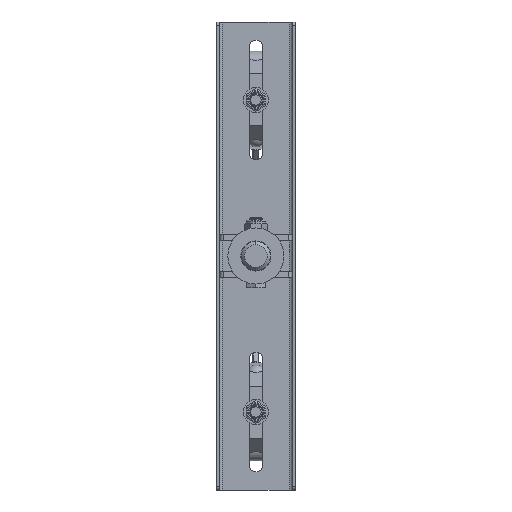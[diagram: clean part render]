
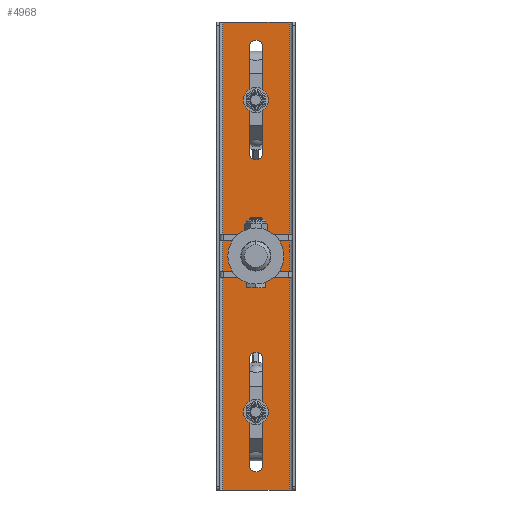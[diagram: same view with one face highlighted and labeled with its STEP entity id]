
A CAD part, front view. The second image highlights one B-rep face of the part: STEP entity #4968.
In plain terms, the highlighted planar face has unit normal (0, -1, 0).
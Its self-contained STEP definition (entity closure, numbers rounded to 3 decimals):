
#23 = VECTOR ( 'NONE', #27449, 1000. ) ;
#228 = LINE ( 'NONE', #250, #12004 ) ;
#250 = CARTESIAN_POINT ( 'NONE',  ( -6.5, 0., 201. ) ) ;
#355 = EDGE_CURVE ( 'NONE', #25159, #11014, #40886, .T. ) ;
#506 = VECTOR ( 'NONE', #36004, 1000. ) ;
#1140 = CIRCLE ( 'NONE', #12994, 6.5 ) ;
#3761 = LINE ( 'NONE', #22697, #5113 ) ;
#4881 = EDGE_LOOP ( 'NONE', ( #23338, #25511, #34644, #40605, #32274 ) ) ;
#4953 = CARTESIAN_POINT ( 'NONE',  ( 0., 0., -207.5 ) ) ;
#4968 = ADVANCED_FACE ( 'NONE', ( #21839, #36902, #41050, #26593 ), #45277, .T. ) ;
#5113 = VECTOR ( 'NONE', #13861, 1000. ) ;
#6358 = ORIENTED_EDGE ( 'NONE', *, *, #37199, .F. ) ;
#6850 = DIRECTION ( 'NONE',  ( 0., 0., 1. ) ) ;
#7429 = EDGE_CURVE ( 'NONE', #48165, #43057, #47113, .T. ) ;
#7690 = EDGE_CURVE ( 'NONE', #39841, #25159, #3761, .T. ) ;
#7767 = ORIENTED_EDGE ( 'NONE', *, *, #14224, .T. ) ;
#9268 = CARTESIAN_POINT ( 'NONE',  ( 6.5, 0., 99. ) ) ;
#9429 = VERTEX_POINT ( 'NONE', #38278 ) ;
#9501 = VERTEX_POINT ( 'NONE', #41920 ) ;
#10197 = CARTESIAN_POINT ( 'NONE',  ( 0., 0., 0. ) ) ;
#11014 = VERTEX_POINT ( 'NONE', #4953 ) ;
#11352 = DIRECTION ( 'NONE',  ( 0., 1., 0. ) ) ;
#12004 = VECTOR ( 'NONE', #18185, 1000. ) ;
#12355 = AXIS2_PLACEMENT_3D ( 'NONE', #20025, #51121, #46509 ) ;
#12850 = CARTESIAN_POINT ( 'NONE',  ( 0., 0., -6.5 ) ) ;
#12994 = AXIS2_PLACEMENT_3D ( 'NONE', #35615, #26425, #35247 ) ;
#13240 = EDGE_CURVE ( 'NONE', #13540, #30864, #1140, .T. ) ;
#13540 = VERTEX_POINT ( 'NONE', #54615 ) ;
#13861 = DIRECTION ( 'NONE',  ( 0., 0., -1. ) ) ;
#13864 = CIRCLE ( 'NONE', #12355, 6.5 ) ;
#13964 = EDGE_CURVE ( 'NONE', #20534, #31001, #53487, .T. ) ;
#14224 = EDGE_CURVE ( 'NONE', #9501, #47435, #33482, .T. ) ;
#14229 = CARTESIAN_POINT ( 'NONE',  ( -6.5, 0., -99. ) ) ;
#14591 = VECTOR ( 'NONE', #40174, 1000. ) ;
#16762 = CARTESIAN_POINT ( 'NONE',  ( 6.5, 0., -99. ) ) ;
#16793 = DIRECTION ( 'NONE',  ( 0., 0., 1. ) ) ;
#18185 = DIRECTION ( 'NONE',  ( 0., 0., 1. ) ) ;
#18636 = CARTESIAN_POINT ( 'NONE',  ( 6.5, 0., 99. ) ) ;
#18908 = CARTESIAN_POINT ( 'NONE',  ( -6.5, 0., -99. ) ) ;
#19062 = AXIS2_PLACEMENT_3D ( 'NONE', #10197, #49779, #45550 ) ;
#19417 = CARTESIAN_POINT ( 'NONE',  ( 6.5, 0., -201. ) ) ;
#19439 = LINE ( 'NONE', #37435, #50349 ) ;
#19721 = AXIS2_PLACEMENT_3D ( 'NONE', #40496, #48939, #44899 ) ;
#19985 = CARTESIAN_POINT ( 'NONE',  ( 0., 0., -201. ) ) ;
#20025 = CARTESIAN_POINT ( 'NONE',  ( 0., 0., 99. ) ) ;
#20534 = VERTEX_POINT ( 'NONE', #44207 ) ;
#20926 = CIRCLE ( 'NONE', #19721, 6.5 ) ;
#20932 = EDGE_LOOP ( 'NONE', ( #6358, #36744, #49843, #7767 ) ) ;
#21027 = DIRECTION ( 'NONE',  ( 0., 1., 0. ) ) ;
#21527 = VERTEX_POINT ( 'NONE', #49448 ) ;
#21622 = CIRCLE ( 'NONE', #19062, 6.5 ) ;
#21629 = ORIENTED_EDGE ( 'NONE', *, *, #35958, .T. ) ;
#21839 = FACE_BOUND ( 'NONE', #39807, .T. ) ;
#22697 = CARTESIAN_POINT ( 'NONE',  ( 6.5, 0., -99. ) ) ;
#23338 = ORIENTED_EDGE ( 'NONE', *, *, #32367, .T. ) ;
#23738 = VERTEX_POINT ( 'NONE', #14229 ) ;
#23958 = ORIENTED_EDGE ( 'NONE', *, *, #355, .T. ) ;
#25159 = VERTEX_POINT ( 'NONE', #19417 ) ;
#25511 = ORIENTED_EDGE ( 'NONE', *, *, #34998, .T. ) ;
#26006 = AXIS2_PLACEMENT_3D ( 'NONE', #34026, #38498, #16793 ) ;
#26425 = DIRECTION ( 'NONE',  ( 0., 1., 0. ) ) ;
#26574 = CIRCLE ( 'NONE', #31213, 6.5 ) ;
#26582 = CARTESIAN_POINT ( 'NONE',  ( -32., 0., -225. ) ) ;
#26593 = FACE_BOUND ( 'NONE', #4881, .T. ) ;
#26650 = DIRECTION ( 'NONE',  ( 0., 0., -1. ) ) ;
#27449 = DIRECTION ( 'NONE',  ( 0., 0., -1. ) ) ;
#28274 = EDGE_CURVE ( 'NONE', #9429, #23738, #52830, .T. ) ;
#29461 = CARTESIAN_POINT ( 'NONE',  ( -6.5, 0., 201. ) ) ;
#29661 = ORIENTED_EDGE ( 'NONE', *, *, #29785, .T. ) ;
#29785 = EDGE_CURVE ( 'NONE', #23738, #39841, #26574, .T. ) ;
#30864 = VERTEX_POINT ( 'NONE', #12850 ) ;
#31001 = VERTEX_POINT ( 'NONE', #45439 ) ;
#31213 = AXIS2_PLACEMENT_3D ( 'NONE', #35766, #53053, #53412 ) ;
#31233 = CARTESIAN_POINT ( 'NONE',  ( -32., 0., 225. ) ) ;
#31677 = LINE ( 'NONE', #35723, #14591 ) ;
#32274 = ORIENTED_EDGE ( 'NONE', *, *, #7429, .T. ) ;
#32367 = EDGE_CURVE ( 'NONE', #43057, #55443, #228, .T. ) ;
#32885 = EDGE_LOOP ( 'NONE', ( #21629, #55005 ) ) ;
#33482 = LINE ( 'NONE', #31233, #46557 ) ;
#34026 = CARTESIAN_POINT ( 'NONE',  ( 0., 0., 99. ) ) ;
#34644 = ORIENTED_EDGE ( 'NONE', *, *, #38750, .T. ) ;
#34934 = CARTESIAN_POINT ( 'NONE',  ( -6.5, 0., 99. ) ) ;
#34998 = EDGE_CURVE ( 'NONE', #55443, #21527, #20926, .T. ) ;
#35247 = DIRECTION ( 'NONE',  ( 0., 0., 1. ) ) ;
#35615 = CARTESIAN_POINT ( 'NONE',  ( 0., 0., 0. ) ) ;
#35723 = CARTESIAN_POINT ( 'NONE',  ( 35., 0., 225. ) ) ;
#35766 = CARTESIAN_POINT ( 'NONE',  ( 0., 0., -99. ) ) ;
#35958 = EDGE_CURVE ( 'NONE', #30864, #13540, #21622, .T. ) ;
#36004 = DIRECTION ( 'NONE',  ( 0., 0., 1. ) ) ;
#36744 = ORIENTED_EDGE ( 'NONE', *, *, #13964, .F. ) ;
#36902 = FACE_OUTER_BOUND ( 'NONE', #20932, .T. ) ;
#37199 = EDGE_CURVE ( 'NONE', #31001, #47435, #19439, .T. ) ;
#37435 = CARTESIAN_POINT ( 'NONE',  ( 35., 0., -225. ) ) ;
#37626 = AXIS2_PLACEMENT_3D ( 'NONE', #38526, #21027, #38723 ) ;
#37707 = AXIS2_PLACEMENT_3D ( 'NONE', #40502, #53923, #45668 ) ;
#38278 = CARTESIAN_POINT ( 'NONE',  ( -6.5, 0., -201. ) ) ;
#38498 = DIRECTION ( 'NONE',  ( 0., 1., 0. ) ) ;
#38526 = CARTESIAN_POINT ( 'NONE',  ( 0., 0., -201. ) ) ;
#38723 = DIRECTION ( 'NONE',  ( 0., 0., 1. ) ) ;
#38750 = EDGE_CURVE ( 'NONE', #21527, #39717, #40606, .T. ) ;
#39717 = VERTEX_POINT ( 'NONE', #9268 ) ;
#39807 = EDGE_LOOP ( 'NONE', ( #44589, #29661, #41799, #23958, #45435 ) ) ;
#39841 = VERTEX_POINT ( 'NONE', #16762 ) ;
#40174 = DIRECTION ( 'NONE',  ( -1., 0., 0. ) ) ;
#40496 = CARTESIAN_POINT ( 'NONE',  ( 0., 0., 201. ) ) ;
#40502 = CARTESIAN_POINT ( 'NONE',  ( 35., 0., 225. ) ) ;
#40602 = AXIS2_PLACEMENT_3D ( 'NONE', #19985, #11352, #6850 ) ;
#40605 = ORIENTED_EDGE ( 'NONE', *, *, #45764, .T. ) ;
#40606 = LINE ( 'NONE', #18636, #23 ) ;
#40886 = CIRCLE ( 'NONE', #37626, 6.5 ) ;
#41050 = FACE_BOUND ( 'NONE', #32885, .T. ) ;
#41799 = ORIENTED_EDGE ( 'NONE', *, *, #7690, .T. ) ;
#41920 = CARTESIAN_POINT ( 'NONE',  ( -32., 0., 225. ) ) ;
#43057 = VERTEX_POINT ( 'NONE', #34934 ) ;
#44207 = CARTESIAN_POINT ( 'NONE',  ( 32., 0., 225. ) ) ;
#44589 = ORIENTED_EDGE ( 'NONE', *, *, #28274, .T. ) ;
#44899 = DIRECTION ( 'NONE',  ( 0., 0., 1. ) ) ;
#45228 = VECTOR ( 'NONE', #45330, 1000. ) ;
#45277 = PLANE ( 'NONE',  #37707 ) ;
#45330 = DIRECTION ( 'NONE',  ( 0., 0., -1. ) ) ;
#45435 = ORIENTED_EDGE ( 'NONE', *, *, #56950, .T. ) ;
#45439 = CARTESIAN_POINT ( 'NONE',  ( 32., 0., -225. ) ) ;
#45550 = DIRECTION ( 'NONE',  ( 0., 0., 1. ) ) ;
#45668 = DIRECTION ( 'NONE',  ( 0., 0., -1. ) ) ;
#45764 = EDGE_CURVE ( 'NONE', #39717, #48165, #13864, .T. ) ;
#46095 = EDGE_CURVE ( 'NONE', #20534, #9501, #31677, .T. ) ;
#46509 = DIRECTION ( 'NONE',  ( 0., 0., 1. ) ) ;
#46557 = VECTOR ( 'NONE', #26650, 1000. ) ;
#47113 = CIRCLE ( 'NONE', #26006, 6.5 ) ;
#47225 = CIRCLE ( 'NONE', #40602, 6.5 ) ;
#47435 = VERTEX_POINT ( 'NONE', #26582 ) ;
#48165 = VERTEX_POINT ( 'NONE', #48425 ) ;
#48425 = CARTESIAN_POINT ( 'NONE',  ( 0., 0., 92.5 ) ) ;
#48939 = DIRECTION ( 'NONE',  ( 0., 1., 0. ) ) ;
#49448 = CARTESIAN_POINT ( 'NONE',  ( 6.5, 0., 201. ) ) ;
#49779 = DIRECTION ( 'NONE',  ( 0., 1., 0. ) ) ;
#49843 = ORIENTED_EDGE ( 'NONE', *, *, #46095, .T. ) ;
#49911 = DIRECTION ( 'NONE',  ( -1., 0., 0. ) ) ;
#50349 = VECTOR ( 'NONE', #49911, 1000. ) ;
#51121 = DIRECTION ( 'NONE',  ( 0., 1., 0. ) ) ;
#52830 = LINE ( 'NONE', #18908, #506 ) ;
#53053 = DIRECTION ( 'NONE',  ( 0., 1., 0. ) ) ;
#53412 = DIRECTION ( 'NONE',  ( 0., 0., 1. ) ) ;
#53487 = LINE ( 'NONE', #54345, #45228 ) ;
#53923 = DIRECTION ( 'NONE',  ( 0., -1., 0. ) ) ;
#54345 = CARTESIAN_POINT ( 'NONE',  ( 32., 0., 225. ) ) ;
#54615 = CARTESIAN_POINT ( 'NONE',  ( 0., 0., 6.5 ) ) ;
#55005 = ORIENTED_EDGE ( 'NONE', *, *, #13240, .T. ) ;
#55443 = VERTEX_POINT ( 'NONE', #29461 ) ;
#56950 = EDGE_CURVE ( 'NONE', #11014, #9429, #47225, .T. ) ;
